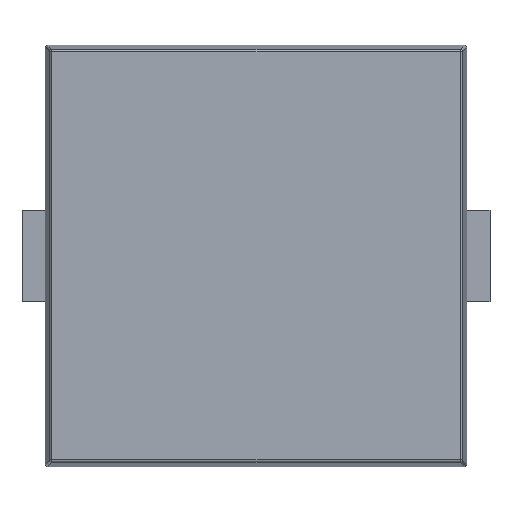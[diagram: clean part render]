
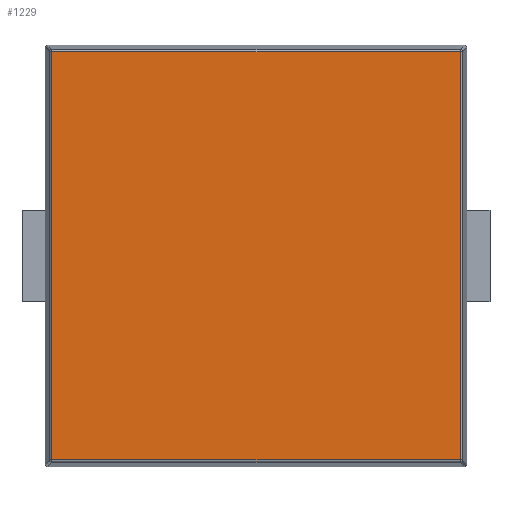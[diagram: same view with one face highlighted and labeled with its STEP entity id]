
A CAD part, top view. The second image highlights one B-rep face of the part: STEP entity #1229.
In plain terms, the highlighted planar face has unit normal (0, 0, 1).
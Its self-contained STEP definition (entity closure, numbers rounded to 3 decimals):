
#162 = CYLINDRICAL_SURFACE('',#163,0.05);
#163 = AXIS2_PLACEMENT_3D('',#164,#165,#166);
#164 = CARTESIAN_POINT('',(0.14,0.095,1.05));
#165 = DIRECTION('',(0.,1.,-0.));
#166 = DIRECTION('',(-0.995,0.,0.105));
#590 = VERTEX_POINT('',#591);
#591 = CARTESIAN_POINT('',(0.14,0.14,1.1));
#616 = EDGE_CURVE('',#590,#617,#619,.T.);
#617 = VERTEX_POINT('',#618);
#618 = CARTESIAN_POINT('',(0.14,8.86,1.1));
#619 = SURFACE_CURVE('',#620,(#624,#631),.PCURVE_S1.);
#620 = LINE('',#621,#622);
#621 = CARTESIAN_POINT('',(0.14,0.095,1.1));
#622 = VECTOR('',#623,1.);
#623 = DIRECTION('',(0.,1.,-0.));
#624 = PCURVE('',#162,#625);
#625 = DEFINITIONAL_REPRESENTATION('',(#626),#630);
#626 = LINE('',#627,#628);
#627 = CARTESIAN_POINT('',(1.466,0.));
#628 = VECTOR('',#629,1.);
#629 = DIRECTION('',(0.,1.));
#630 = ( GEOMETRIC_REPRESENTATION_CONTEXT(2) 
PARAMETRIC_REPRESENTATION_CONTEXT() REPRESENTATION_CONTEXT('2D SPACE',''
  ) );
#631 = PCURVE('',#632,#637);
#632 = PLANE('',#633);
#633 = AXIS2_PLACEMENT_3D('',#634,#635,#636);
#634 = CARTESIAN_POINT('',(0.,0.,1.1));
#635 = DIRECTION('',(0.,0.,1.));
#636 = DIRECTION('',(1.,0.,-0.));
#637 = DEFINITIONAL_REPRESENTATION('',(#638),#642);
#638 = LINE('',#639,#640);
#639 = CARTESIAN_POINT('',(0.14,0.095));
#640 = VECTOR('',#641,1.);
#641 = DIRECTION('',(0.,1.));
#642 = ( GEOMETRIC_REPRESENTATION_CONTEXT(2) 
PARAMETRIC_REPRESENTATION_CONTEXT() REPRESENTATION_CONTEXT('2D SPACE',''
  ) );
#919 = CYLINDRICAL_SURFACE('',#920,0.05);
#920 = AXIS2_PLACEMENT_3D('',#921,#922,#923);
#921 = CARTESIAN_POINT('',(0.095,8.86,1.05));
#922 = DIRECTION('',(1.,0.,0.));
#923 = DIRECTION('',(-0.,0.995,0.105));
#1218 = CYLINDRICAL_SURFACE('',#1219,0.05);
#1219 = AXIS2_PLACEMENT_3D('',#1220,#1221,#1222);
#1220 = CARTESIAN_POINT('',(0.095,0.14,1.05));
#1221 = DIRECTION('',(1.,-0.,0.));
#1222 = DIRECTION('',(-0.,-0.995,0.105));
#1229 = ADVANCED_FACE('',(#1230),#632,.T.);
#1230 = FACE_BOUND('',#1231,.T.);
#1231 = EDGE_LOOP('',(#1232,#1233,#1256,#1284));
#1232 = ORIENTED_EDGE('',*,*,#616,.F.);
#1233 = ORIENTED_EDGE('',*,*,#1234,.T.);
#1234 = EDGE_CURVE('',#590,#1235,#1237,.T.);
#1235 = VERTEX_POINT('',#1236);
#1236 = CARTESIAN_POINT('',(8.86,0.14,1.1));
#1237 = SURFACE_CURVE('',#1238,(#1242,#1249),.PCURVE_S1.);
#1238 = LINE('',#1239,#1240);
#1239 = CARTESIAN_POINT('',(0.095,0.14,1.1));
#1240 = VECTOR('',#1241,1.);
#1241 = DIRECTION('',(1.,-0.,0.));
#1242 = PCURVE('',#632,#1243);
#1243 = DEFINITIONAL_REPRESENTATION('',(#1244),#1248);
#1244 = LINE('',#1245,#1246);
#1245 = CARTESIAN_POINT('',(0.095,0.14));
#1246 = VECTOR('',#1247,1.);
#1247 = DIRECTION('',(1.,0.));
#1248 = ( GEOMETRIC_REPRESENTATION_CONTEXT(2) 
PARAMETRIC_REPRESENTATION_CONTEXT() REPRESENTATION_CONTEXT('2D SPACE',''
  ) );
#1249 = PCURVE('',#1218,#1250);
#1250 = DEFINITIONAL_REPRESENTATION('',(#1251),#1255);
#1251 = LINE('',#1252,#1253);
#1252 = CARTESIAN_POINT('',(-1.466,0.));
#1253 = VECTOR('',#1254,1.);
#1254 = DIRECTION('',(-0.,1.));
#1255 = ( GEOMETRIC_REPRESENTATION_CONTEXT(2) 
PARAMETRIC_REPRESENTATION_CONTEXT() REPRESENTATION_CONTEXT('2D SPACE',''
  ) );
#1256 = ORIENTED_EDGE('',*,*,#1257,.T.);
#1257 = EDGE_CURVE('',#1235,#1258,#1260,.T.);
#1258 = VERTEX_POINT('',#1259);
#1259 = CARTESIAN_POINT('',(8.86,8.86,1.1));
#1260 = SURFACE_CURVE('',#1261,(#1265,#1272),.PCURVE_S1.);
#1261 = LINE('',#1262,#1263);
#1262 = CARTESIAN_POINT('',(8.86,0.095,1.1));
#1263 = VECTOR('',#1264,1.);
#1264 = DIRECTION('',(0.,1.,-0.));
#1265 = PCURVE('',#632,#1266);
#1266 = DEFINITIONAL_REPRESENTATION('',(#1267),#1271);
#1267 = LINE('',#1268,#1269);
#1268 = CARTESIAN_POINT('',(8.86,0.095));
#1269 = VECTOR('',#1270,1.);
#1270 = DIRECTION('',(0.,1.));
#1271 = ( GEOMETRIC_REPRESENTATION_CONTEXT(2) 
PARAMETRIC_REPRESENTATION_CONTEXT() REPRESENTATION_CONTEXT('2D SPACE',''
  ) );
#1272 = PCURVE('',#1273,#1278);
#1273 = CYLINDRICAL_SURFACE('',#1274,0.05);
#1274 = AXIS2_PLACEMENT_3D('',#1275,#1276,#1277);
#1275 = CARTESIAN_POINT('',(8.86,0.095,1.05));
#1276 = DIRECTION('',(0.,1.,-0.));
#1277 = DIRECTION('',(0.,0.,1.));
#1278 = DEFINITIONAL_REPRESENTATION('',(#1279),#1283);
#1279 = LINE('',#1280,#1281);
#1280 = CARTESIAN_POINT('',(0.,0.));
#1281 = VECTOR('',#1282,1.);
#1282 = DIRECTION('',(0.,1.));
#1283 = ( GEOMETRIC_REPRESENTATION_CONTEXT(2) 
PARAMETRIC_REPRESENTATION_CONTEXT() REPRESENTATION_CONTEXT('2D SPACE',''
  ) );
#1284 = ORIENTED_EDGE('',*,*,#1285,.F.);
#1285 = EDGE_CURVE('',#617,#1258,#1286,.T.);
#1286 = SURFACE_CURVE('',#1287,(#1291,#1298),.PCURVE_S1.);
#1287 = LINE('',#1288,#1289);
#1288 = CARTESIAN_POINT('',(0.095,8.86,1.1));
#1289 = VECTOR('',#1290,1.);
#1290 = DIRECTION('',(1.,0.,0.));
#1291 = PCURVE('',#632,#1292);
#1292 = DEFINITIONAL_REPRESENTATION('',(#1293),#1297);
#1293 = LINE('',#1294,#1295);
#1294 = CARTESIAN_POINT('',(0.095,8.86));
#1295 = VECTOR('',#1296,1.);
#1296 = DIRECTION('',(1.,0.));
#1297 = ( GEOMETRIC_REPRESENTATION_CONTEXT(2) 
PARAMETRIC_REPRESENTATION_CONTEXT() REPRESENTATION_CONTEXT('2D SPACE',''
  ) );
#1298 = PCURVE('',#919,#1299);
#1299 = DEFINITIONAL_REPRESENTATION('',(#1300),#1304);
#1300 = LINE('',#1301,#1302);
#1301 = CARTESIAN_POINT('',(1.466,0.));
#1302 = VECTOR('',#1303,1.);
#1303 = DIRECTION('',(0.,1.));
#1304 = ( GEOMETRIC_REPRESENTATION_CONTEXT(2) 
PARAMETRIC_REPRESENTATION_CONTEXT() REPRESENTATION_CONTEXT('2D SPACE',''
  ) );
